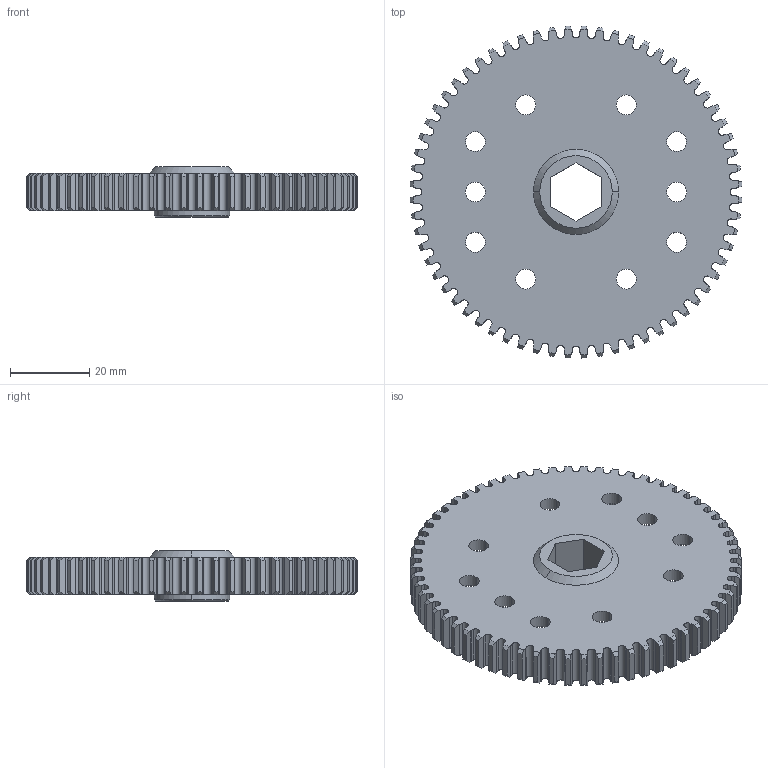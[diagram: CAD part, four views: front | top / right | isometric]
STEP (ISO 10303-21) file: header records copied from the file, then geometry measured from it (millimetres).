
FILE_DESCRIPTION (( 'STEP AP203' ), '1' );
FILE_NAME ('REV-21-1943.STEP', '2022-03-31T16:30:33', ( '' ), ( '' ), 'SwSTEP 2.0', 'SolidWorks 2022', '' );
FILE_SCHEMA (( 'CONFIG_CONTROL_DESIGN' ));
Length unit declared in the file: millimetre
Products named in the file (1): REV-21-1943
Bounding box: 83.77 x 83.77 x 12.7 mm (x, y, z)
Volume: 20682.6 mm3; surface area: 17351.2 mm2
Topology: 1 solids, 1 shells, 719 faces, 2139 edges, 1424 vertices
Faces by surface type: bspline 256, cylinder 180, plane 146, cone 133, torus 4
Entity records: 31833 total; most frequent: CARTESIAN_POINT 14333, ORIENTED_EDGE 4278, DIRECTION 2742, EDGE_CURVE 2139, VERTEX_POINT 1424, AXIS2_PLACEMENT_3D 969, B_SPLINE_CURVE_WITH_KNOTS 830, VECTOR 804
